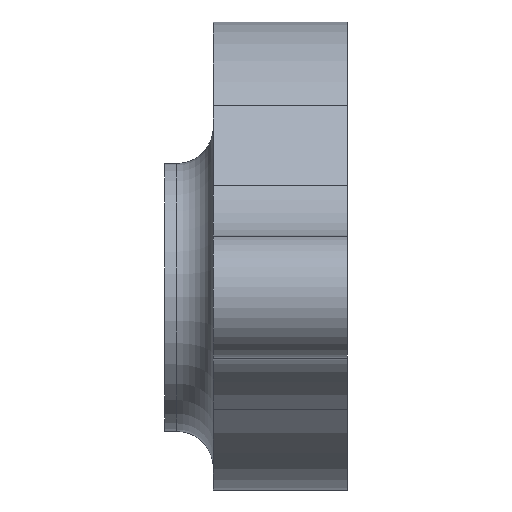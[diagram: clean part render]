
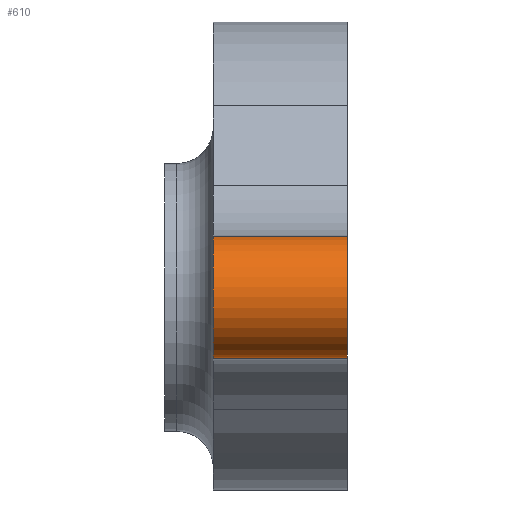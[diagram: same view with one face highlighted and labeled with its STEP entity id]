
A CAD part, left-side view. The second image highlights one B-rep face of the part: STEP entity #610.
In plain terms, the highlighted cylindrical face has radius 2.5 mm (diameter 5 mm), a partial arc.
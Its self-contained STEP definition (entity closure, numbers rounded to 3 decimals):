
#54 = VERTEX_POINT ( 'NONE', #783 ) ;
#59 = CARTESIAN_POINT ( 'NONE',  ( 52.941, -84.234, -14.5 ) ) ;
#99 = AXIS2_PLACEMENT_3D ( 'NONE', #127, #131, #617 ) ;
#114 = DIRECTION ( 'NONE',  ( 0., 1., 0. ) ) ;
#125 = EDGE_CURVE ( 'NONE', #140, #54, #763, .T. ) ;
#127 = CARTESIAN_POINT ( 'NONE',  ( 52.941, -84.234, -12. ) ) ;
#131 = DIRECTION ( 'NONE',  ( 0., 1., 0. ) ) ;
#132 = DIRECTION ( 'NONE',  ( 0., 0., 1. ) ) ;
#135 = EDGE_CURVE ( 'NONE', #706, #54, #816, .T. ) ;
#140 = VERTEX_POINT ( 'NONE', #624 ) ;
#148 = VERTEX_POINT ( 'NONE', #59 ) ;
#200 = CARTESIAN_POINT ( 'NONE',  ( 52.941, -84.234, -14.5 ) ) ;
#220 = AXIS2_PLACEMENT_3D ( 'NONE', #804, #373, #692 ) ;
#268 = CARTESIAN_POINT ( 'NONE',  ( 52.941, -84.234, -9.5 ) ) ;
#301 = CYLINDRICAL_SURFACE ( 'NONE', #99, 2.5 ) ;
#305 = EDGE_LOOP ( 'NONE', ( #665, #642, #335, #736 ) ) ;
#335 = ORIENTED_EDGE ( 'NONE', *, *, #587, .T. ) ;
#337 = DIRECTION ( 'NONE',  ( 0., 1., 0. ) ) ;
#370 = AXIS2_PLACEMENT_3D ( 'NONE', #488, #740, #132 ) ;
#373 = DIRECTION ( 'NONE',  ( 0., 1., 0. ) ) ;
#425 = FACE_OUTER_BOUND ( 'NONE', #305, .T. ) ;
#435 = VECTOR ( 'NONE', #114, 1000. ) ;
#488 = CARTESIAN_POINT ( 'NONE',  ( 52.941, -78.734, -12. ) ) ;
#559 = CARTESIAN_POINT ( 'NONE',  ( 52.941, -84.234, -9.5 ) ) ;
#576 = LINE ( 'NONE', #200, #593 ) ;
#587 = EDGE_CURVE ( 'NONE', #148, #706, #652, .T. ) ;
#593 = VECTOR ( 'NONE', #337, 1000. ) ;
#610 = ADVANCED_FACE ( 'NONE', ( #425 ), #301, .T. ) ;
#617 = DIRECTION ( 'NONE',  ( 0., 0., 1. ) ) ;
#624 = CARTESIAN_POINT ( 'NONE',  ( 52.941, -78.734, -14.5 ) ) ;
#642 = ORIENTED_EDGE ( 'NONE', *, *, #700, .F. ) ;
#652 = CIRCLE ( 'NONE', #220, 2.5 ) ;
#665 = ORIENTED_EDGE ( 'NONE', *, *, #125, .F. ) ;
#692 = DIRECTION ( 'NONE',  ( 0., 0., 1. ) ) ;
#700 = EDGE_CURVE ( 'NONE', #148, #140, #576, .T. ) ;
#706 = VERTEX_POINT ( 'NONE', #268 ) ;
#736 = ORIENTED_EDGE ( 'NONE', *, *, #135, .T. ) ;
#740 = DIRECTION ( 'NONE',  ( 0., 1., 0. ) ) ;
#763 = CIRCLE ( 'NONE', #370, 2.5 ) ;
#783 = CARTESIAN_POINT ( 'NONE',  ( 52.941, -78.734, -9.5 ) ) ;
#804 = CARTESIAN_POINT ( 'NONE',  ( 52.941, -84.234, -12. ) ) ;
#816 = LINE ( 'NONE', #559, #435 ) ;
